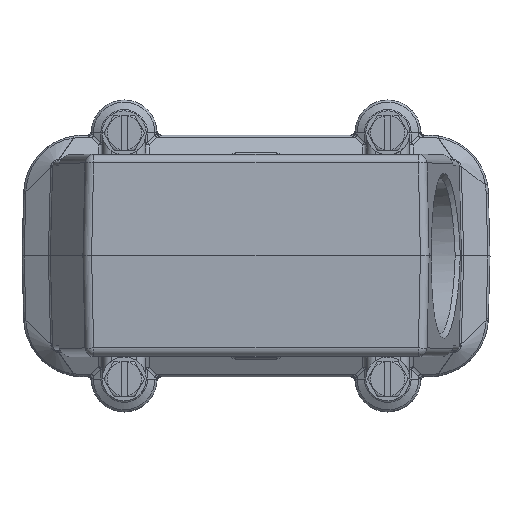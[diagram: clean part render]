
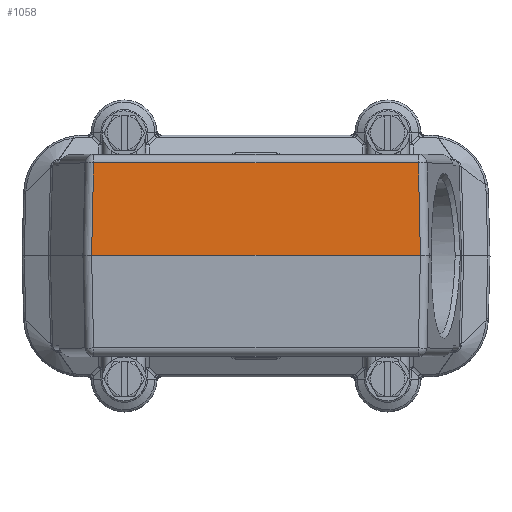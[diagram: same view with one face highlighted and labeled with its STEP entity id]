
A CAD part, top view. The second image highlights one B-rep face of the part: STEP entity #1058.
In plain terms, the highlighted planar face has unit normal (0, 0.026, 1).
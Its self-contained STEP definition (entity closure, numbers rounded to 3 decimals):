
#773=PLANE('',#11331);
#1058=ADVANCED_FACE('',(#1932),#773,.T.);
#1932=FACE_OUTER_BOUND('',#2546,.T.);
#2546=EDGE_LOOP('',(#3786,#3787,#3788,#3789));
#3786=ORIENTED_EDGE('',*,*,#8054,.T.);
#3787=ORIENTED_EDGE('',*,*,#8055,.F.);
#3788=ORIENTED_EDGE('',*,*,#8056,.T.);
#3789=ORIENTED_EDGE('',*,*,#8057,.F.);
#7018=VERTEX_POINT('',#15767);
#7019=VERTEX_POINT('',#15768);
#7020=VERTEX_POINT('',#15770);
#7021=VERTEX_POINT('',#15772);
#8054=EDGE_CURVE('',#7018,#7019,#9651,.T.);
#8055=EDGE_CURVE('',#7020,#7019,#9652,.T.);
#8056=EDGE_CURVE('',#7020,#7021,#9653,.T.);
#8057=EDGE_CURVE('',#7018,#7021,#9654,.T.);
#9651=LINE('',#15766,#10492);
#9652=LINE('',#15769,#10493);
#9653=LINE('',#15771,#10494);
#9654=LINE('',#15773,#10495);
#10492=VECTOR('',#12520,1.);
#10493=VECTOR('',#12521,1.);
#10494=VECTOR('',#12522,1.);
#10495=VECTOR('',#12523,1.);
#11331=AXIS2_PLACEMENT_3D('',#15774,#12524,#12525);
#12520=DIRECTION('',(1.,0.,0.));
#12521=DIRECTION('',(0.022,-0.999,0.026));
#12522=DIRECTION('',(-1.,0.,0.));
#12523=DIRECTION('',(0.022,0.999,-0.026));
#12524=DIRECTION('',(0.,0.026,1.));
#12525=DIRECTION('',(1.,0.,0.));
#15766=CARTESIAN_POINT('',(14.35,0.,62.999));
#15767=CARTESIAN_POINT('',(-37.411,0.,62.999));
#15768=CARTESIAN_POINT('',(37.411,0.,62.999));
#15769=CARTESIAN_POINT('',(37.162,11.342,62.702));
#15770=CARTESIAN_POINT('',(36.949,21.052,62.447));
#15771=CARTESIAN_POINT('',(36.949,21.052,62.447));
#15772=CARTESIAN_POINT('',(-36.949,21.052,62.447));
#15773=CARTESIAN_POINT('',(-37.162,11.342,62.702));
#15774=CARTESIAN_POINT('',(0.,10.526,62.723));
